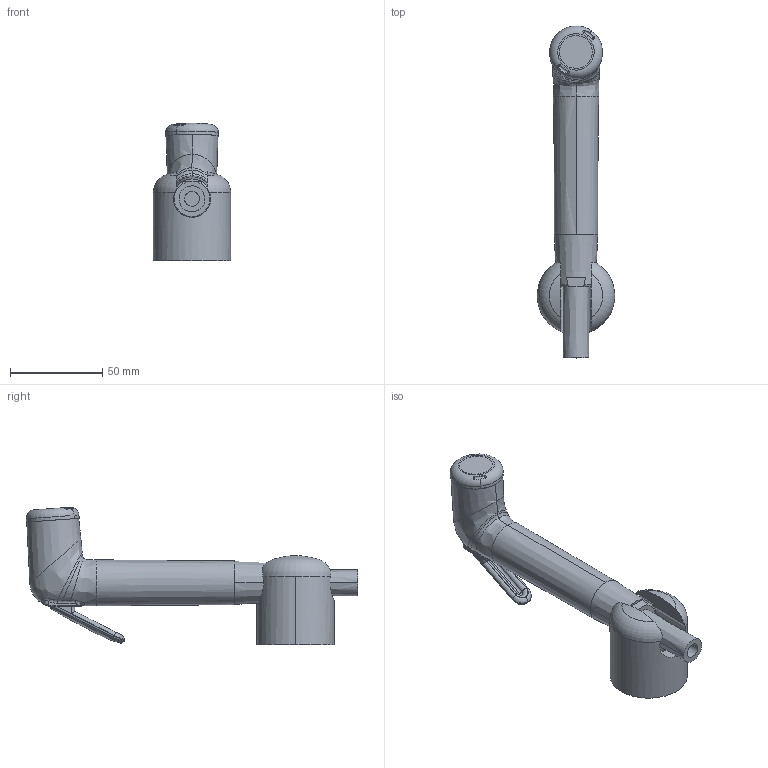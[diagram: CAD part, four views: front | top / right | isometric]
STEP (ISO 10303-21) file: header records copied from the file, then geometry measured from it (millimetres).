
FILE_DESCRIPTION((''),'2;1');
FILE_NAME('ZDUP099CRAG','2021-11-15T10:05:27',('ut3'),('PAFFONI SpA'),'CREO PARAMETRIC BY PTC INC, 2020044','CREO PARAMETRIC BY PTC INC, 2020044','');
FILE_SCHEMA(('CONFIG_CONTROL_DESIGN','SHAPE_APPEARANCE_LAYERS_GROUPS'));
Length unit declared in the file: millimetre
Products named in the file (1): ZDUP099CRAG
Bounding box: 42 x 179.76 x 74.41 mm (x, y, z)
Volume: 75217.5 mm3; surface area: 48125.4 mm2
Topology: 3 solids, 3 shells, 710 faces, 2325 edges, 1602 vertices
Faces by surface type: cylinder 251, bspline 140, torus 132, plane 129, sphere 38, cone 20
Entity records: 48296 total; most frequent: CARTESIAN_POINT 23840, ORIENTED_EDGE 4580, DIRECTION 3669, EDGE_CURVE 2290, AXIS2_PLACEMENT_3D 1609, VERTEX_POINT 1600, CIRCLE 1039, B_SPLINE_CURVE_WITH_KNOTS 800
